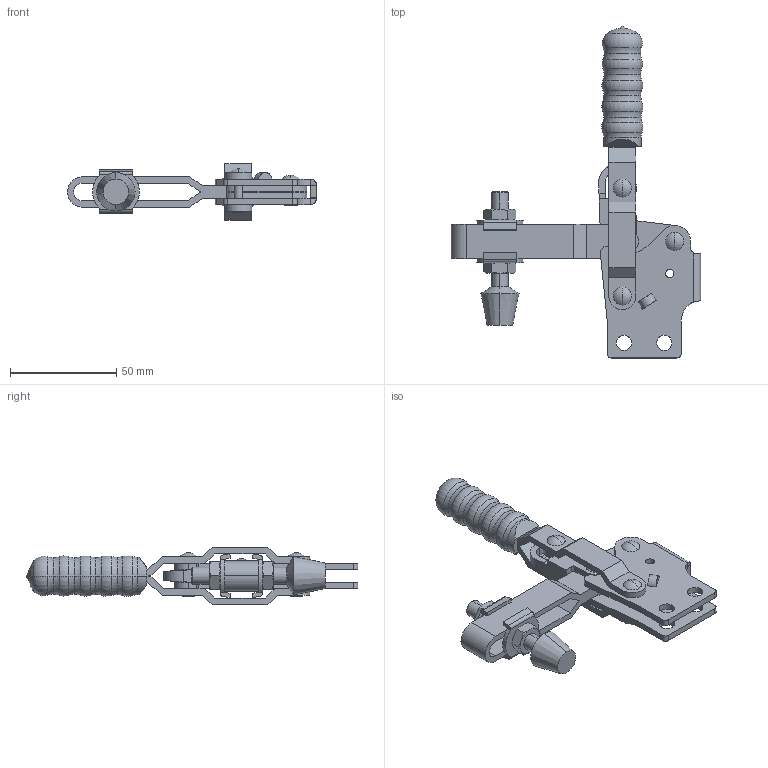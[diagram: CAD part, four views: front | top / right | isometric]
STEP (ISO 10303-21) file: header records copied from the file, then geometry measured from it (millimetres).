
FILE_DESCRIPTION (( 'STEP AP214' ), '1' );
FILE_NAME ('GH-12135(Â²¤Æ).STEP', '2020-04-21T00:25:47', ( 'LinWei' ), ( '' ), 'SwSTEP 2.0', 'SolidWorks 2016', '' );
FILE_SCHEMA (( 'AUTOMOTIVE_DESIGN' ));
Length unit declared in the file: millimetre
Products named in the file (6): 11213009-1^GH-12130; Group1^GH-12135(簡化); Group5^GH-12135(簡化); Group2^GH-12135(簡化); Group4^GH-12135(簡化); GH-12135(簡化)
Assembly tree (5 placements, depth 2):
  GH-12135(簡化)
    Group4^GH-12135(簡化)
    Group2^GH-12135(簡化)
    Group5^GH-12135(簡化)
    Group1^GH-12135(簡化)
    11213009-1^GH-12130
Bounding box: 117.19 x 156.15 x 26.7 mm (x, y, z)
Volume: 56330.5 mm3; surface area: 35625.4 mm2
Topology: 5 solids, 5 shells, 350 faces, 889 edges, 565 vertices
Faces by surface type: plane 155, cylinder 105, torus 40, cone 34, sphere 10, bspline 6
Entity records: 12356 total; most frequent: CARTESIAN_POINT 2322, DIRECTION 1865, ORIENTED_EDGE 1774, EDGE_CURVE 887, AXIS2_PLACEMENT_3D 698, VERTEX_POINT 565, LINE 469, VECTOR 469
